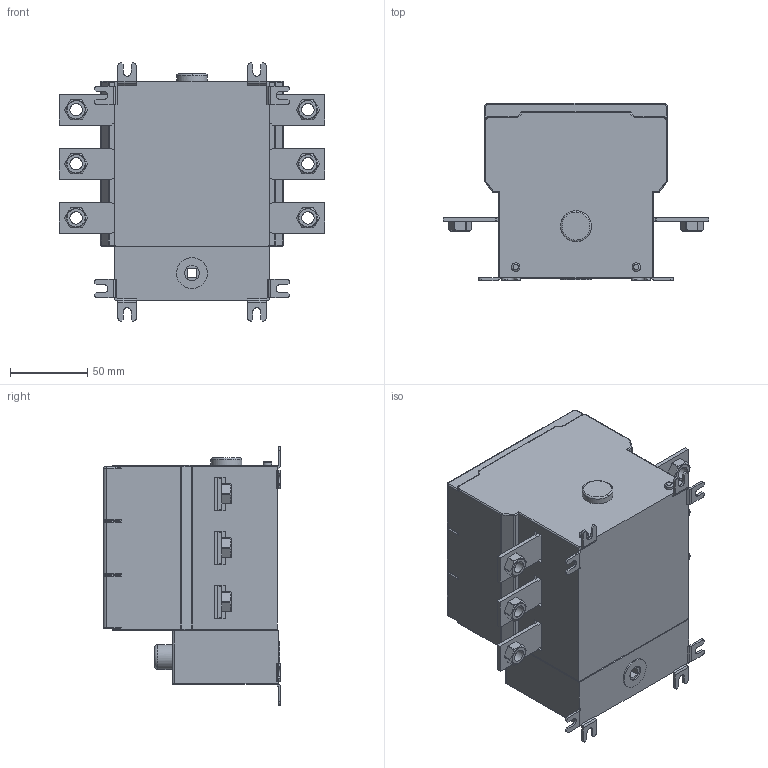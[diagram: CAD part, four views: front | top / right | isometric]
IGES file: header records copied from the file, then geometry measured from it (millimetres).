
Global section: file name: OS160GB03-42_palikka.igs; preprocessor: I-DEAS 3D IGES Translator 15; date: 20130124.180205; units: millimetre
Bounding box: 172.01 x 114.48 x 167.01 mm (x, y, z)
Volume: 1556835 mm3; surface area: 105512.8 mm2
Topology: 1 solids, 1 shells, 498 faces, 1340 edges, 900 vertices
Faces by surface type: bspline 498
